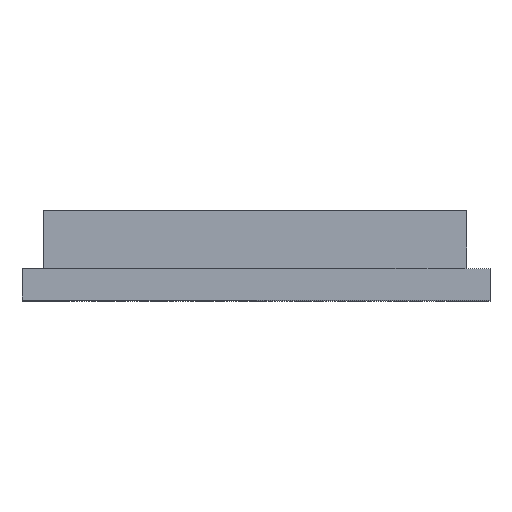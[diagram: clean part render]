
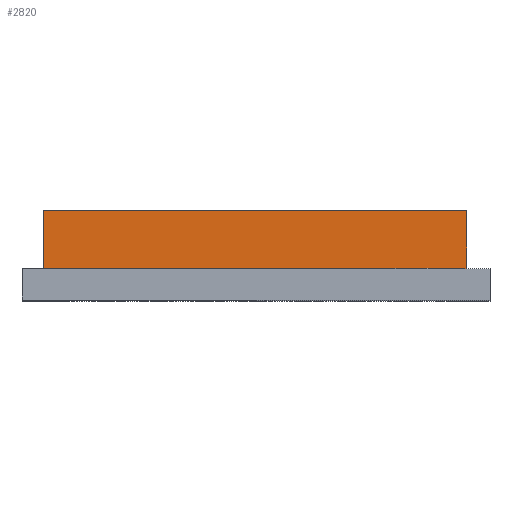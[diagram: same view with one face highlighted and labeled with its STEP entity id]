
A CAD part, top view. The second image highlights one B-rep face of the part: STEP entity #2820.
In plain terms, the highlighted planar face has unit normal (0, 0, 1).
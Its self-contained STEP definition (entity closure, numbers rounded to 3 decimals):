
#158=PLANE('',#2986);
#294=FACE_OUTER_BOUND('',#431,.T.);
#431=EDGE_LOOP('',(#2654,#2655,#2656,#2657,#2658,#2659,#2660,#2661));
#594=LINE('',#4017,#977);
#598=LINE('',#4024,#981);
#719=LINE('',#4282,#1102);
#764=LINE('',#4371,#1147);
#766=LINE('',#4374,#1149);
#812=LINE('',#4467,#1195);
#815=LINE('',#4472,#1198);
#816=LINE('',#4474,#1199);
#977=VECTOR('',#3191,10.);
#981=VECTOR('',#3195,10.);
#1102=VECTOR('',#3474,10.);
#1147=VECTOR('',#3521,10.);
#1149=VECTOR('',#3525,10.);
#1195=VECTOR('',#3659,10.);
#1198=VECTOR('',#3664,10.);
#1199=VECTOR('',#3667,10.);
#1331=VERTEX_POINT('',#3927);
#1375=VERTEX_POINT('',#4014);
#1376=VERTEX_POINT('',#4016);
#1379=VERTEX_POINT('',#4022);
#1436=VERTEX_POINT('',#4280);
#1437=VERTEX_POINT('',#4281);
#1483=VERTEX_POINT('',#4466);
#1484=VERTEX_POINT('',#4470);
#1651=EDGE_CURVE('',#1375,#1376,#594,.T.);
#1655=EDGE_CURVE('',#1379,#1331,#598,.T.);
#1783=EDGE_CURVE('',#1436,#1437,#719,.T.);
#1828=EDGE_CURVE('',#1375,#1436,#764,.T.);
#1830=EDGE_CURVE('',#1437,#1331,#766,.T.);
#1876=EDGE_CURVE('',#1376,#1483,#812,.T.);
#1879=EDGE_CURVE('',#1379,#1484,#815,.T.);
#1880=EDGE_CURVE('',#1483,#1484,#816,.T.);
#2654=ORIENTED_EDGE('',*,*,#1830,.T.);
#2655=ORIENTED_EDGE('',*,*,#1655,.F.);
#2656=ORIENTED_EDGE('',*,*,#1879,.T.);
#2657=ORIENTED_EDGE('',*,*,#1880,.F.);
#2658=ORIENTED_EDGE('',*,*,#1876,.F.);
#2659=ORIENTED_EDGE('',*,*,#1651,.F.);
#2660=ORIENTED_EDGE('',*,*,#1828,.T.);
#2661=ORIENTED_EDGE('',*,*,#1783,.T.);
#2820=ADVANCED_FACE('',(#294),#158,.T.);
#2986=AXIS2_PLACEMENT_3D('',#4473,#3665,#3666);
#3191=DIRECTION('',(-1.,0.,0.));
#3195=DIRECTION('',(-1.,0.,0.));
#3474=DIRECTION('',(1.,0.,0.));
#3521=DIRECTION('',(0.,1.,0.));
#3525=DIRECTION('',(0.,-1.,0.));
#3659=DIRECTION('',(0.,1.,0.));
#3664=DIRECTION('',(0.,1.,0.));
#3665=DIRECTION('center_axis',(0.,0.,1.));
#3666=DIRECTION('ref_axis',(1.,0.,0.));
#3667=DIRECTION('',(1.,0.,0.));
#3927=CARTESIAN_POINT('',(-9.05,0.8,5.058));
#4014=CARTESIAN_POINT('',(-12.013,0.8,5.058));
#4016=CARTESIAN_POINT('',(-19.705,0.8,5.058));
#4017=CARTESIAN_POINT('',(-16.984,0.8,5.058));
#4022=CARTESIAN_POINT('',(-8.857,0.8,5.058));
#4024=CARTESIAN_POINT('',(-16.984,0.8,5.058));
#4280=CARTESIAN_POINT('',(-12.013,0.81,5.058));
#4281=CARTESIAN_POINT('',(-9.05,0.81,5.058));
#4282=CARTESIAN_POINT('',(-16.993,0.81,5.058));
#4371=CARTESIAN_POINT('',(-12.013,0.4,5.058));
#4374=CARTESIAN_POINT('',(-9.05,0.4,5.058));
#4466=CARTESIAN_POINT('',(-19.705,2.3,5.058));
#4467=CARTESIAN_POINT('',(-19.705,0.,5.058));
#4470=CARTESIAN_POINT('',(-8.857,2.3,5.058));
#4472=CARTESIAN_POINT('',(-8.857,0.,5.058));
#4473=CARTESIAN_POINT('Origin',(-19.705,0.,5.058));
#4474=CARTESIAN_POINT('',(-8.857,2.3,5.058));
